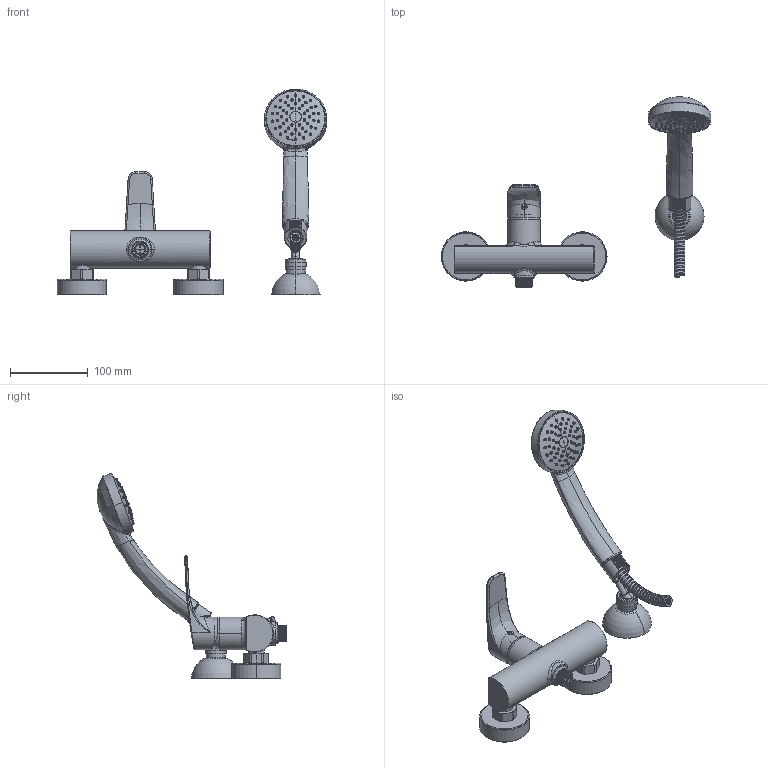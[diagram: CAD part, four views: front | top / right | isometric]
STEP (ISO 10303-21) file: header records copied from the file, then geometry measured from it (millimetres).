
FILE_DESCRIPTION((''),'2;1');
FILE_NAME('LM168DCR_ASM','2021-11-29T14:05:10',('ut3'),('PAFFONI SpA'),'CREO PARAMETRIC BY PTC INC, 2020044','CREO PARAMETRIC BY PTC INC, 2020044','');
FILE_SCHEMA(('CONFIG_CONTROL_DESIGN','SHAPE_APPEARANCE_LAYERS_GROUPS'));
Products named in the file (38): 4111369CRY; 4072081_ROTAZIONE_1; 4072081_ROTAZIONE_2; 4072081_ROTAZIONE_ASM; 4072081_ASTA; 4072081_SPINA; 4072081_TEFLON; 4072081_CORPO; 4072081_DISTRIBUTORE; 4072081_ORING; 4072081_ORING_1; 4072081_ASM; 2041120GR; 2081068CR; 4061292CR; 2051063GR; 2091105CR; 4111306CR_SEDE; 4111306CR_ORING; 4111306CR_ASM; 2042671CR; 4061053CR; 2091168; 4061185CR_ASM; 2041456GR; 2092019_AF1; 5002047CR_ASM; 2051022; 5001128CR; 4071007CR_AF0; 4071534CR_A; 4071534CR_B; 4071534CR_C; 4071534CR_D; 4071534CR_E; 4071534CR_F; 4071534CR_ASM; LM168DCR_ASM
Assembly tree (41 placements, depth 4):
  LM168DCR_ASM
    4111369CRY
    4072081_ASM
      4072081_ROTAZIONE_ASM
        4072081_ROTAZIONE_1
        4072081_ROTAZIONE_2
      4072081_ASTA
      4072081_SPINA
      4072081_TEFLON
      4072081_CORPO
      4072081_DISTRIBUTORE
      4072081_ORING
      4072081_ORING_1  x2
    2041120GR
    2081068CR
    4061292CR
    2051063GR
    2091105CR
    4111306CR_ASM  x2
      4111306CR_SEDE
      4111306CR_ORING
    2042671CR  x2
    4061185CR_ASM  x2
      4061053CR
      2091168
    5002047CR_ASM
      2041456GR
      2092019_AF1
    2051022
    5001128CR
    4071007CR_AF0
    4071534CR_ASM
      4071534CR_A
      4071534CR_B
      4071534CR_C
      4071534CR_D
      4071534CR_E
      4071534CR_F
Bounding box: 346.98 x 244.54 x 264.67 mm (x, y, z)
Volume: 363949.6 mm3; surface area: 277110.7 mm2
Topology: 37 solids, 57 shells, 2901 faces, 8206 edges, 5489 vertices
Faces by surface type: plane 964, cylinder 743, cone 479, torus 395, bspline 264, sphere 48, extrusion 8
Entity records: 170375 total; most frequent: CARTESIAN_POINT 65601, ORIENTED_EDGE 15694, DIRECTION 14149, PRESENTATION_STYLE_ASSIGNMENT 8528, STYLED_ITEM 8524, EDGE_CURVE 7884, CURVE_STYLE 7018, AXIS2_PLACEMENT_3D 5565
